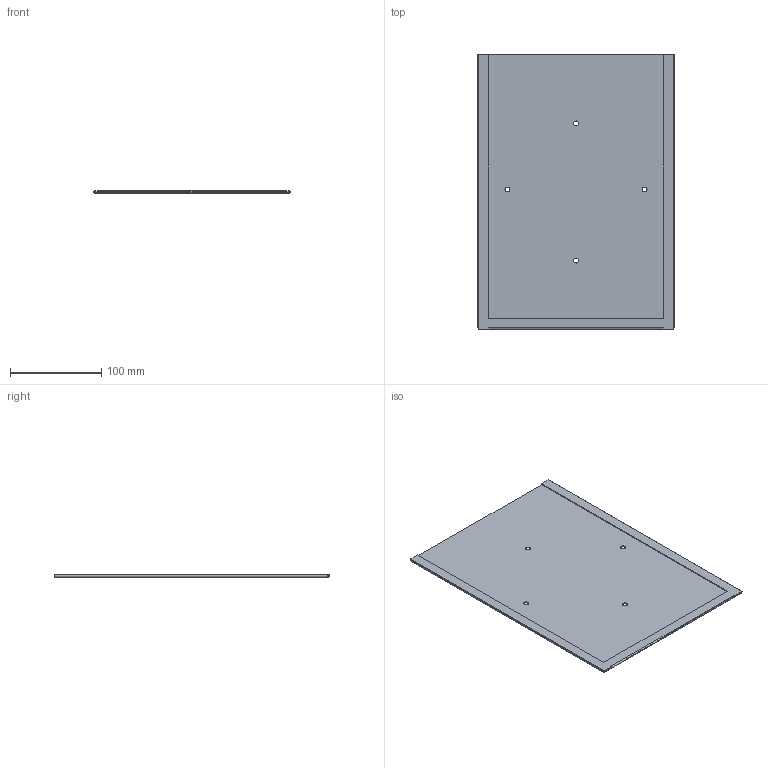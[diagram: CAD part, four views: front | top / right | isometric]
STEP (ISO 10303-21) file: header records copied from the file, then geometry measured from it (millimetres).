
FILE_DESCRIPTION (( 'STEP AP203' ), '1' );
FILE_NAME ('406410015_c_1.STEP', '2023-01-23T14:36:40', ( '' ), ( '' ), 'SwSTEP 2.0', 'SolidWorks 2014', '' );
FILE_SCHEMA (( 'CONFIG_CONTROL_DESIGN' ));
Length unit declared in the file: millimetre
Products named in the file (1): 406410015_c_1
Bounding box: 215 x 300 x 2.5 mm (x, y, z)
Volume: 73784.8 mm3; surface area: 148651.8 mm2
Topology: 1 solids, 1 shells, 32 faces, 88 edges, 54 vertices
Faces by surface type: plane 18, cylinder 14
Entity records: 1111 total; most frequent: DIRECTION 184, ORIENTED_EDGE 176, CARTESIAN_POINT 175, EDGE_CURVE 88, AXIS2_PLACEMENT_3D 63, VECTOR 58, LINE 58, VERTEX_POINT 54
